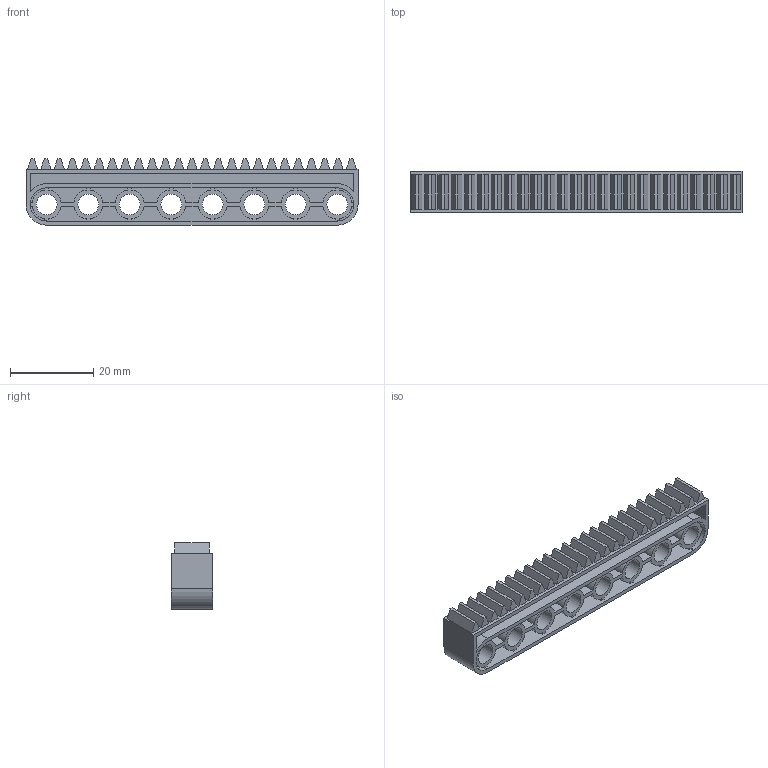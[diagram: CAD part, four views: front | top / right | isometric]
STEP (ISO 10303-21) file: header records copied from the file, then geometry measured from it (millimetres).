
FILE_DESCRIPTION(/* description */ ('','CAx-IF Rec.Pracs.---Representation and Presentation of Product Manufacturing Information (PMI)---4.0---2014-10-13'),/* implementation_level */ '2;1');
FILE_NAME(/* name */ 'EL8.stp',/* time_stamp */ '2019-02-12T00:35:42+01:00',/* author */ ('Varga Daniel'),/* organization */ (''),/* preprocessor_version */ 'ST-DEVELOPER v17.2',/* originating_system */ 'Autodesk Inventor 2019',/* authorisation */ '');
FILE_SCHEMA (('AP242_MANAGED_MODEL_BASED_3D_ENGINEERING_MIM_LF { 1 0 10303 442 1 1 4 }'));
Length unit declared in the file: millimetre
Products named in the file (1): EL8
Bounding box: 80 x 10 x 15.98 mm (x, y, z)
Volume: 5425.3 mm3; surface area: 10009.9 mm2
Topology: 1 solids, 1 shells, 365 faces, 1006 edges, 672 vertices
Faces by surface type: plane 283, cylinder 82
Full cylindrical faces by diameter (mm): 5 x8
Entity records: 11718 total; most frequent: CARTESIAN_POINT 2061, ORIENTED_EDGE 2012, DIRECTION 1948, EDGE_CURVE 1006, LINE 822, VECTOR 822, VERTEX_POINT 672, AXIS2_PLACEMENT_3D 563
